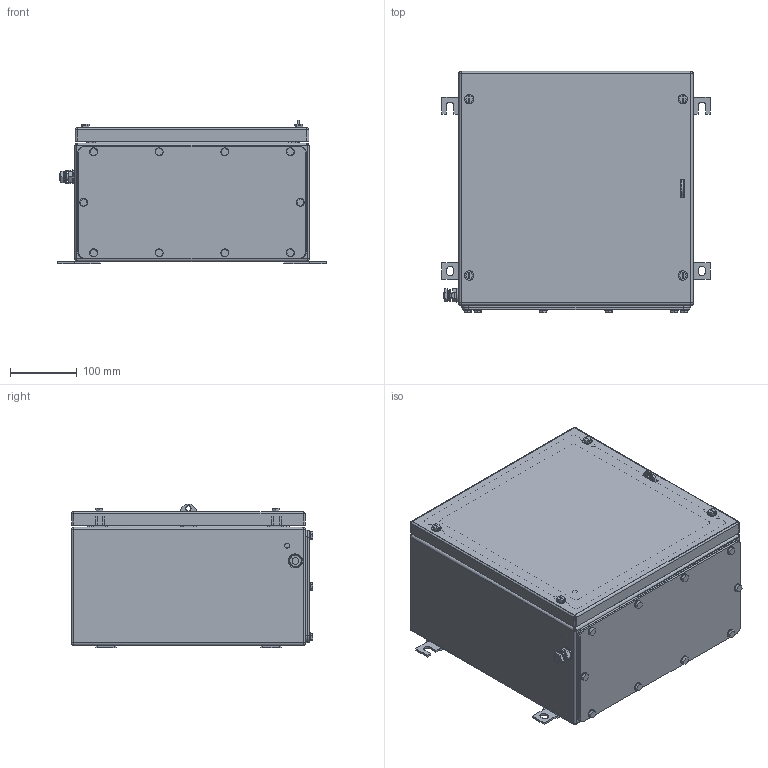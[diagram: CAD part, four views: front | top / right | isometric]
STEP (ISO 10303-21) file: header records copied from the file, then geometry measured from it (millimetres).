
FILE_DESCRIPTION(('CATIA V5 STEP Exchange','CAx-IF Rec.Pracs.--- Model Styling and Organization---1.4--- 2014-01-23'),'2;1');
FILE_NAME ('1523430-3_1_8000108838_8000108838 KTB MH 353520 S4E1.stp','2023-05-05T07:33:04+00:00',('none'),('Weidmueller'),'CATIA Version 5-6 Release 2016 SP3 HF44','CATIA V5 STEP AP214','none');
FILE_SCHEMA(('AUTOMOTIVE_DESIGN { 1 0 10303 214 1 1 1 1 }'));
Products named in the file (1): 8000108838 KTB MH 353520 S4E1
Bounding box: 401 x 361 x 215 mm (x, y, z)
Volume: 1157155 mm3; surface area: 1338219.6 mm2
Topology: 67 solids, 67 shells, 1802 faces, 4508 edges, 2866 vertices
Faces by surface type: plane 775, cylinder 691, cone 196, bspline 112, torus 20, sphere 8
Entity records: 62763 total; most frequent: CARTESIAN_POINT 22321, ORIENTED_EDGE 8864, DIRECTION 6870, EDGE_CURVE 4432, VERTEX_POINT 2866, AXIS2_PLACEMENT_3D 2772, VECTOR 2416, LINE 2416
